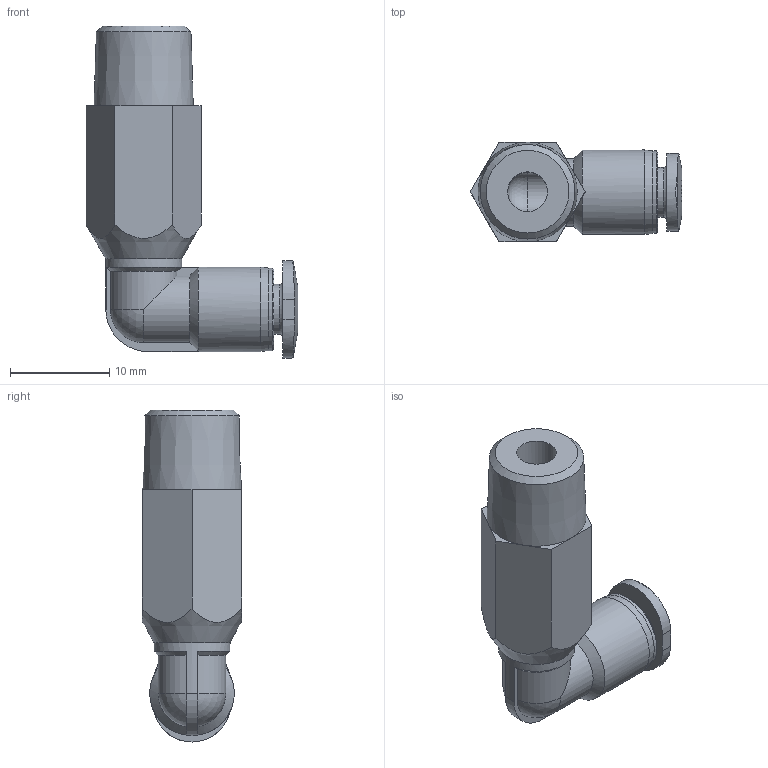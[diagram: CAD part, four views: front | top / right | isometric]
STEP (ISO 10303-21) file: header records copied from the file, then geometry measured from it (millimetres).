
FILE_DESCRIPTION(/* description */ ('STEP AP214'),/* implementation_level */ '2;1');
FILE_NAME(/* name */ '153340_QSMLL-1_8-4',/* time_stamp */ '2024-09-14T12:38:49+02:00',/* author */ ('License CC BY-ND 4.0'),/* organization */ ('CADENAS'),/* preprocessor_version */ 'ST-DEVELOPER v19.3',/* originating_system */ 'PARTsolutions',/* authorisation */ ' ');
FILE_SCHEMA (('AUTOMOTIVE_DESIGN {1 0 10303 214 3 1 1}'));
Length unit declared in the file: millimetre
Products named in the file (1): 153340 QSMLL-1/8-4
Bounding box: 21.27 x 10 x 33.4 mm (x, y, z)
Volume: 2254.8 mm3; surface area: 2004.4 mm2
Topology: 1 solids, 1 shells, 51 faces, 133 edges, 85 vertices
Faces by surface type: plane 19, cylinder 13, cone 10, sphere 5, torus 4
Full cylindrical faces by diameter (mm): 4 x2, 5 x1, 7.65 x1, 8.3 x1, 8.5 x1
Entity records: 1887 total; most frequent: CARTESIAN_POINT 346, DIRECTION 239, ORIENTED_EDGE 228, EDGE_CURVE 114, AXIS2_PLACEMENT_3D 100, VERTEX_POINT 81, EDGE_LOOP 69, FACE_BOUND 69
